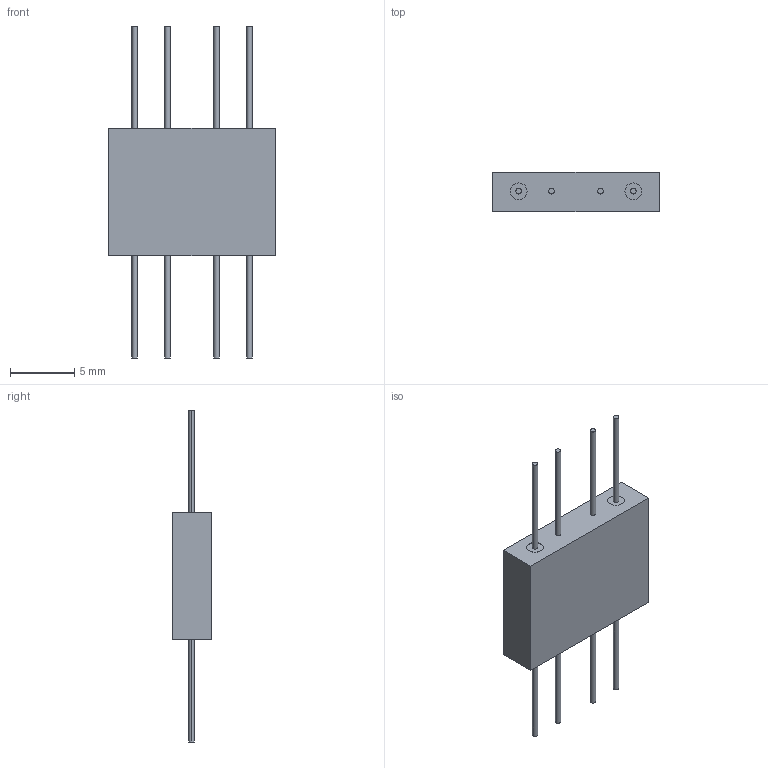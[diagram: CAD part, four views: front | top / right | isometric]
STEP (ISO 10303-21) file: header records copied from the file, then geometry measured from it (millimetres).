
FILE_DESCRIPTION (( 'STEP AP214' ), '1' );
FILE_NAME ('DB 237_D.STEP', '2022-08-01T13:47:49', ( '' ), ( '' ), 'SwSTEP 2.0', 'SolidWorks 2021', '' );
FILE_SCHEMA (( 'AUTOMOTIVE_DESIGN' ));
Length unit declared in the file: inch
Products named in the file (1): DB 237_D
Bounding box: 12.95 x 3.05 x 25.76 mm (x, y, z)
Volume: 400.1 mm3; surface area: 484.5 mm2
Topology: 1 solids, 1 shells, 620 faces, 1755 edges, 1170 vertices
Faces by surface type: cylinder 400, plane 184, bspline 36
Entity records: 22443 total; most frequent: CARTESIAN_POINT 5742, DIRECTION 3653, ORIENTED_EDGE 3510, EDGE_CURVE 1755, AXIS2_PLACEMENT_3D 1385, VERTEX_POINT 1170, VECTOR 883, LINE 883
